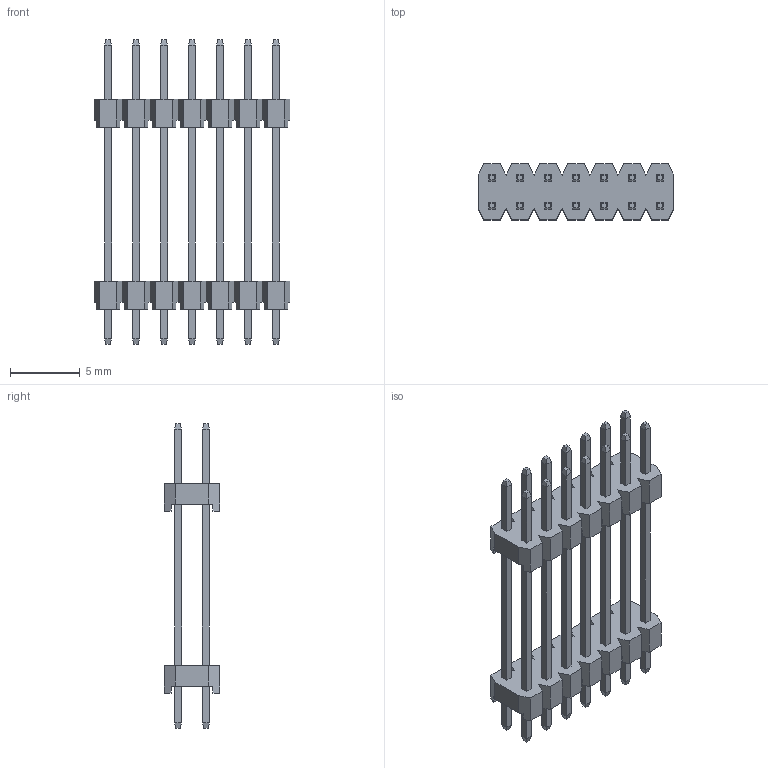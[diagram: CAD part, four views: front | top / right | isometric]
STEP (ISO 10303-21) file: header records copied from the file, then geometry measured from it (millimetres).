
FILE_DESCRIPTION (( 'STEP AP214' ), '1' );
FILE_NAME ('FPH20048-D14S1014120525B-REF.STEP', '2025-11-05T08:49:50', ( '' ), ( '' ), 'SwSTEP 2.0', 'SolidWorks 2021', '' );
FILE_SCHEMA (( 'AUTOMOTIVE_DESIGN' ));
Length unit declared in the file: millimetre
Products named in the file (1): FPH20048-D14S1014120525B-REF
Bounding box: 14 x 4 x 21.75 mm (x, y, z)
Volume: 229.4 mm3; surface area: 912.2 mm2
Topology: 1 solids, 1 shells, 456 faces, 1160 edges, 736 vertices
Faces by surface type: plane 456
Entity records: 13394 total; most frequent: CARTESIAN_POINT 2353, ORIENTED_EDGE 2320, DIRECTION 2074, LINE 1160, EDGE_CURVE 1160, VECTOR 1160, VERTEX_POINT 736, EDGE_LOOP 512
